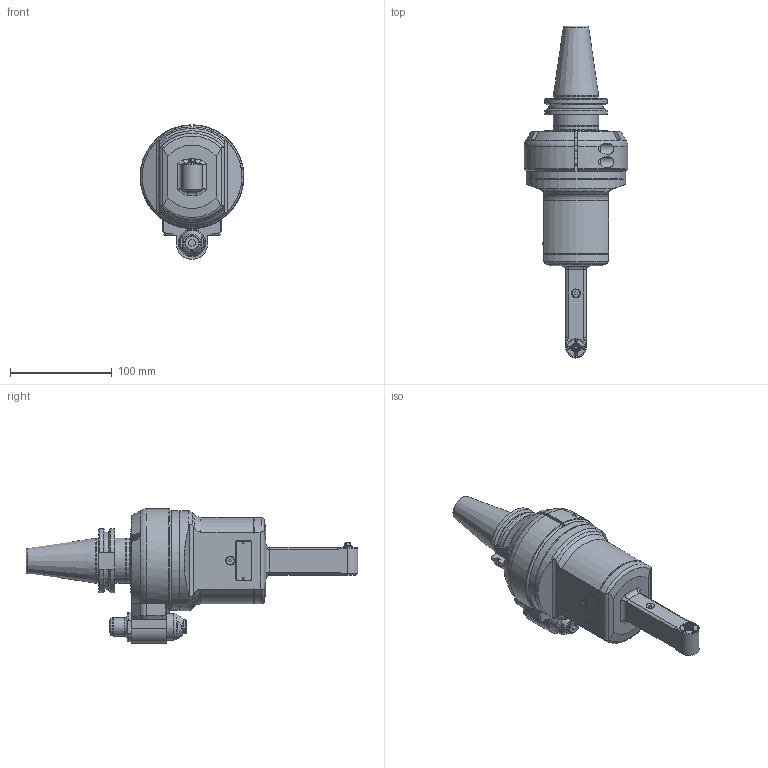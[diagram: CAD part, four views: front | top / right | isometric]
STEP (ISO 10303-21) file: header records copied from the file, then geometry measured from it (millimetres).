
FILE_DESCRIPTION(/* description */ ('9.FS9.03L00-1C40'),/* implementation_level */ '2;1');
FILE_NAME(/* name */ '9.FS9.03L00-1C40.stp',/* time_stamp */ '2025-12-11T11:09:29-05:00',/* author */ ('jkrenzer'),/* organization */ (''),/* preprocessor_version */ 'ST-DEVELOPER v20',/* originating_system */ 'Autodesk Inventor 2025',/* authorisation */ '');
FILE_SCHEMA (('AUTOMOTIVE_DESIGN { 1 0 10303 214 3 1 1 }'));
Products named in the file (3): 9.FS9.03L00-1C40; 9_FS9_03L00; 9_GA1_446_2 (EVO, Type 1, C40, 65mm, 35mm)
Assembly tree (2 placements, depth 2):
  9.FS9.03L00-1C40
    9_FS9_03L00
    9_GA1_446_2 (EVO, Type 1, C40, 65mm, 35mm)
Bounding box: 102 x 326.25 x 131.98 mm (x, y, z)
Volume: 1011333.9 mm3; surface area: 143192.1 mm2
Topology: 4 solids, 7 shells, 638 faces, 1593 edges, 1028 vertices
Faces by surface type: plane 293, cylinder 173, cone 124, torus 42, sphere 4, bspline 2
Full cylindrical faces by diameter (mm): 2.5 x3, 2.6 x6, 3 x3, 3.2 x4, 3.3 x2, 4.2 x2, 5 x3, 6 x3, 6.5 x3, 7 x2, 8 x3, 8.5 x2, 8.821 x1, 9 x2, 9.1 x1, 9.2 x1, 9.525 x1, 10 x4, 10.4 x2, 11 x2, 12 x3, 12.5 x2, 12.8 x1, 13 x1, 13.376 x1, 14 x1, 16.281 x1, 16.8 x1, 18 x2, 19 x1
Entity records: 22432 total; most frequent: CARTESIAN_POINT 6853, DIRECTION 3232, ORIENTED_EDGE 3152, EDGE_CURVE 1576, AXIS2_PLACEMENT_3D 1250, VERTEX_POINT 1028, LINE 732, VECTOR 732
